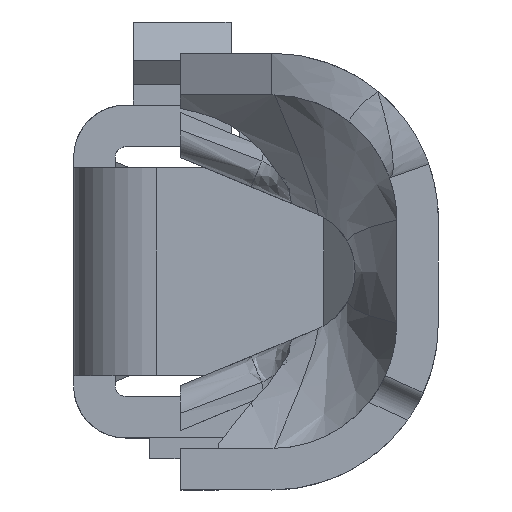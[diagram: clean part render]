
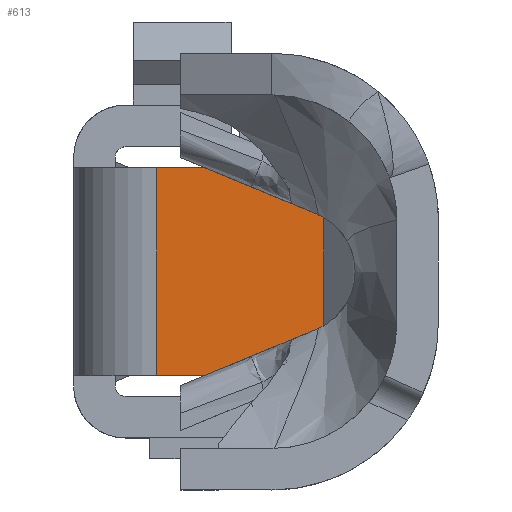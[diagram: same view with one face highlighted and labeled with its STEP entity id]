
A CAD part, front view. The second image highlights one B-rep face of the part: STEP entity #613.
In plain terms, the highlighted planar face has unit normal (0, -1, 0).
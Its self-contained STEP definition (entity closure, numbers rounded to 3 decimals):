
#471 = CARTESIAN_POINT ( 'NONE',  ( -1.613, -1.18, 2.337 ) ) ;
#613 = ADVANCED_FACE ( 'NONE', ( #7553 ), #2594, .T. ) ;
#1129 = CARTESIAN_POINT ( 'NONE',  ( -1.613, -1.18, 2.337 ) ) ;
#1268 = EDGE_CURVE ( 'NONE', #9797, #7810, #10523, .T. ) ;
#1367 = CARTESIAN_POINT ( 'NONE',  ( -1.613, -1.18, 1.337 ) ) ;
#1591 = DIRECTION ( 'NONE',  ( 0., 0., -1. ) ) ;
#2132 = ORIENTED_EDGE ( 'NONE', *, *, #1268, .F. ) ;
#2373 = DIRECTION ( 'NONE',  ( 1., 0., 0. ) ) ;
#2511 = CARTESIAN_POINT ( 'NONE',  ( -1.613, -1.18, 1.337 ) ) ;
#2594 = PLANE ( 'NONE',  #8392 ) ;
#3154 = VERTEX_POINT ( 'NONE', #1129 ) ;
#3314 = EDGE_CURVE ( 'NONE', #7061, #7810, #11571, .T. ) ;
#3697 = DIRECTION ( 'NONE',  ( 0., 0., -1. ) ) ;
#3984 = EDGE_CURVE ( 'NONE', #3154, #7061, #8434, .T. ) ;
#4002 = EDGE_CURVE ( 'NONE', #3154, #9797, #12406, .T. ) ;
#5114 = VECTOR ( 'NONE', #2373, 1000. ) ;
#5500 = CARTESIAN_POINT ( 'NONE',  ( -1.613, -1.18, 2.337 ) ) ;
#5702 = ORIENTED_EDGE ( 'NONE', *, *, #4002, .F. ) ;
#6541 = CARTESIAN_POINT ( 'NONE',  ( -0.81, -1.18, 1.337 ) ) ;
#6629 = CARTESIAN_POINT ( 'NONE',  ( -0.81, -1.18, 2.337 ) ) ;
#6882 = EDGE_LOOP ( 'NONE', ( #9205, #11254, #2132, #5702 ) ) ;
#7061 = VERTEX_POINT ( 'NONE', #1367 ) ;
#7553 = FACE_OUTER_BOUND ( 'NONE', #6882, .T. ) ;
#7810 = VERTEX_POINT ( 'NONE', #6541 ) ;
#8392 = AXIS2_PLACEMENT_3D ( 'NONE', #12771, #12641, #3697 ) ;
#8434 = LINE ( 'NONE', #5500, #11973 ) ;
#8633 = VECTOR ( 'NONE', #12177, 1000. ) ;
#9205 = ORIENTED_EDGE ( 'NONE', *, *, #3984, .T. ) ;
#9346 = DIRECTION ( 'NONE',  ( 0., 0., -1. ) ) ;
#9797 = VERTEX_POINT ( 'NONE', #11008 ) ;
#10470 = VECTOR ( 'NONE', #1591, 1000. ) ;
#10523 = LINE ( 'NONE', #6629, #10470 ) ;
#11008 = CARTESIAN_POINT ( 'NONE',  ( -0.81, -1.18, 2.337 ) ) ;
#11254 = ORIENTED_EDGE ( 'NONE', *, *, #3314, .T. ) ;
#11571 = LINE ( 'NONE', #2511, #8633 ) ;
#11973 = VECTOR ( 'NONE', #9346, 1000. ) ;
#12177 = DIRECTION ( 'NONE',  ( 1., 0., 0. ) ) ;
#12406 = LINE ( 'NONE', #471, #5114 ) ;
#12641 = DIRECTION ( 'NONE',  ( 0., -1., 0. ) ) ;
#12771 = CARTESIAN_POINT ( 'NONE',  ( -1.613, -1.18, 2.337 ) ) ;
